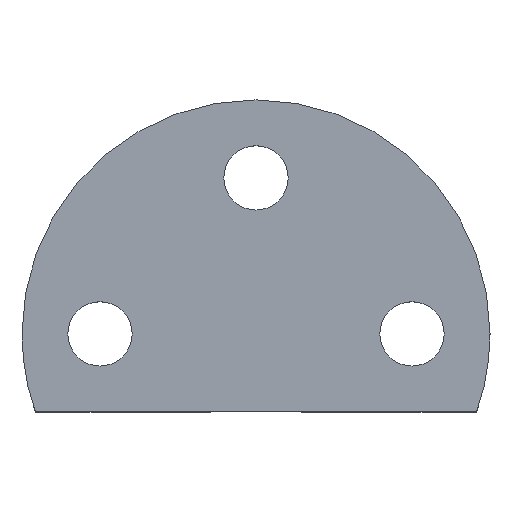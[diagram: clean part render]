
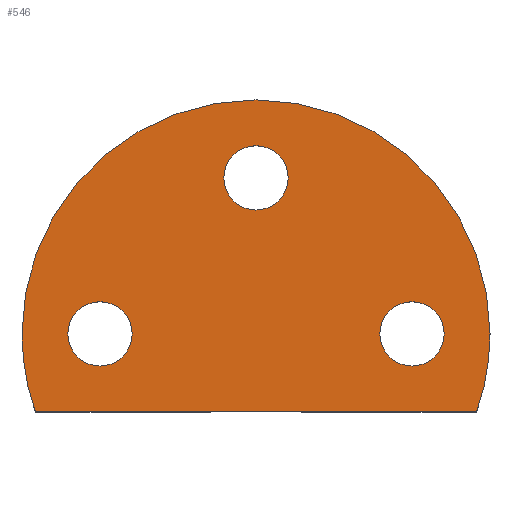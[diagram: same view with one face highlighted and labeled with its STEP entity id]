
A CAD part, top view. The second image highlights one B-rep face of the part: STEP entity #546.
In plain terms, the highlighted planar face has unit normal (0, 0, 1).
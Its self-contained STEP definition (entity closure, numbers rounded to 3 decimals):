
#416=VERTEX_POINT('',#1111);
#418=VERTEX_POINT('',#1113);
#432=VERTEX_POINT('',#1130);
#460=VERTEX_POINT('',#1165);
#496=VERTEX_POINT('',#1204);
#508=EDGE_CURVE('',#656,#460,#1217,.T.);
#530=EDGE_CURVE('',#496,#754,#1242,.T.);
#546=ADVANCED_FACE('',(#1258,#1259,#1260,#1261),#1262,.T.);
#656=VERTEX_POINT('',#1385);
#668=EDGE_CURVE('',#432,#808,#1398,.T.);
#754=VERTEX_POINT('',#1497);
#770=EDGE_CURVE('',#960,#418,#1516,.T.);
#808=VERTEX_POINT('',#1557);
#840=EDGE_CURVE('',#894,#416,#1589,.T.);
#862=EDGE_CURVE('',#416,#656,#1611,.T.);
#882=EDGE_CURVE('',#894,#460,#1633,.T.);
#894=VERTEX_POINT('',#1647);
#900=EDGE_CURVE('',#754,#496,#1655,.T.);
#908=EDGE_CURVE('',#808,#432,#1665,.T.);
#938=EDGE_CURVE('',#418,#960,#1703,.T.);
#960=VERTEX_POINT('',#1725);
#1111=CARTESIAN_POINT('',(-24.0,0.,0.));
#1113=CARTESIAN_POINT('',(12.7,0.,0.));
#1130=CARTESIAN_POINT('',(3.3,16.0,0.));
#1165=CARTESIAN_POINT('',(22.627,-8.0,0.));
#1204=CARTESIAN_POINT('',(-12.7,0.0,0.));
#1217=CIRCLE('',#2079,24.0);
#1242=CIRCLE('',#2118,3.3);
#1258=FACE_OUTER_BOUND('',#2165,.T.);
#1259=FACE_BOUND('',#2166,.T.);
#1260=FACE_BOUND('',#2167,.T.);
#1261=FACE_BOUND('',#2168,.T.);
#1262=PLANE('',#2169);
#1385=CARTESIAN_POINT('',(24.0,0.,0.));
#1398=CIRCLE('',#2393,3.3);
#1497=CARTESIAN_POINT('',(-19.3,0.,0.));
#1516=CIRCLE('',#2581,3.3);
#1557=CARTESIAN_POINT('',(-3.3,16.0,0.));
#1589=CIRCLE('',#2683,24.0);
#1611=CIRCLE('',#2733,24.0);
#1633=LINE('',#2771,#2772);
#1647=CARTESIAN_POINT('',(-22.627,-8.0,0.));
#1655=CIRCLE('',#2801,3.3);
#1665=CIRCLE('',#2813,3.3);
#1703=CIRCLE('',#2868,3.3);
#1725=CARTESIAN_POINT('',(19.3,0.0,0.));
#2079=AXIS2_PLACEMENT_3D('',#3232,#3233,#3234);
#2118=AXIS2_PLACEMENT_3D('',#3266,#3267,#3268);
#2165=EDGE_LOOP('',(#3273,#3274,#3275,#3276));
#2166=EDGE_LOOP('',(#3277,#3278));
#2167=EDGE_LOOP('',(#3279,#3280));
#2168=EDGE_LOOP('',(#3281,#3282));
#2169=AXIS2_PLACEMENT_3D('',#3283,#3284,#3285);
#2393=AXIS2_PLACEMENT_3D('',#3443,#3444,#3445);
#2581=AXIS2_PLACEMENT_3D('',#3607,#3608,#3609);
#2683=AXIS2_PLACEMENT_3D('',#3677,#3678,#3679);
#2733=AXIS2_PLACEMENT_3D('',#3691,#3692,#3693);
#2771=CARTESIAN_POINT('',(5.314,-8.0,0.));
#2772=VECTOR('',#3715,1.0);
#2801=AXIS2_PLACEMENT_3D('',#3740,#3741,#3742);
#2813=AXIS2_PLACEMENT_3D('',#3754,#3755,#3756);
#2868=AXIS2_PLACEMENT_3D('',#3811,#3812,#3813);
#3232=CARTESIAN_POINT('',(0.0,0.,0.));
#3233=DIRECTION('',(0.0,0.0,-1.0));
#3234=DIRECTION('',(-1.0,0.,0.0));
#3266=CARTESIAN_POINT('',(-16.0,0.,0.));
#3267=DIRECTION('',(0.0,0.0,-1.0));
#3268=DIRECTION('',(1.0,0.0,0.0));
#3273=ORIENTED_EDGE('',*,*,#882,.T.);
#3274=ORIENTED_EDGE('',*,*,#508,.F.);
#3275=ORIENTED_EDGE('',*,*,#862,.F.);
#3276=ORIENTED_EDGE('',*,*,#840,.F.);
#3277=ORIENTED_EDGE('',*,*,#770,.T.);
#3278=ORIENTED_EDGE('',*,*,#938,.T.);
#3279=ORIENTED_EDGE('',*,*,#668,.T.);
#3280=ORIENTED_EDGE('',*,*,#908,.T.);
#3281=ORIENTED_EDGE('',*,*,#530,.T.);
#3282=ORIENTED_EDGE('',*,*,#900,.T.);
#3283=CARTESIAN_POINT('',(-12.0,0.,0.));
#3284=DIRECTION('',(0.0,0.0,1.0));
#3285=DIRECTION('',(-1.0,0.,0.0));
#3443=CARTESIAN_POINT('',(0.,16.0,0.));
#3444=DIRECTION('',(0.0,0.0,-1.0));
#3445=DIRECTION('',(1.0,0.0,0.0));
#3607=CARTESIAN_POINT('',(16.0,0.,0.));
#3608=DIRECTION('',(0.0,0.0,-1.0));
#3609=DIRECTION('',(1.0,0.0,0.0));
#3677=CARTESIAN_POINT('',(0.0,0.,0.));
#3678=DIRECTION('',(0.0,0.0,-1.0));
#3679=DIRECTION('',(-1.0,0.,0.0));
#3691=CARTESIAN_POINT('',(0.0,0.,0.));
#3692=DIRECTION('',(0.0,0.0,-1.0));
#3693=DIRECTION('',(-1.0,0.,0.0));
#3715=DIRECTION('',(1.0,0.,0.0));
#3740=CARTESIAN_POINT('',(-16.0,0.,0.));
#3741=DIRECTION('',(0.0,0.0,-1.0));
#3742=DIRECTION('',(1.0,0.0,0.0));
#3754=CARTESIAN_POINT('',(0.,16.0,0.));
#3755=DIRECTION('',(0.0,0.0,-1.0));
#3756=DIRECTION('',(1.0,0.0,0.0));
#3811=CARTESIAN_POINT('',(16.0,0.,0.));
#3812=DIRECTION('',(0.0,0.0,-1.0));
#3813=DIRECTION('',(1.0,0.0,0.0));
